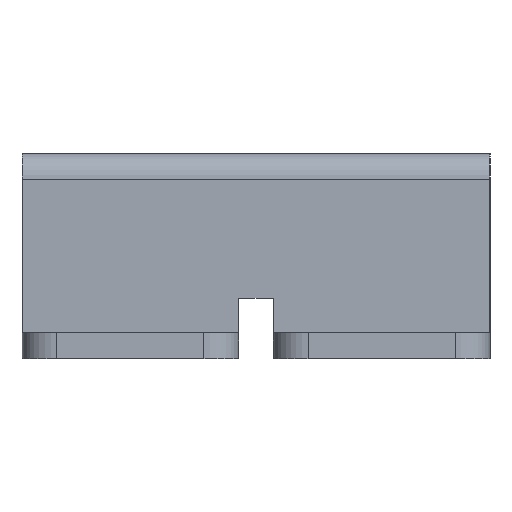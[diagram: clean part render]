
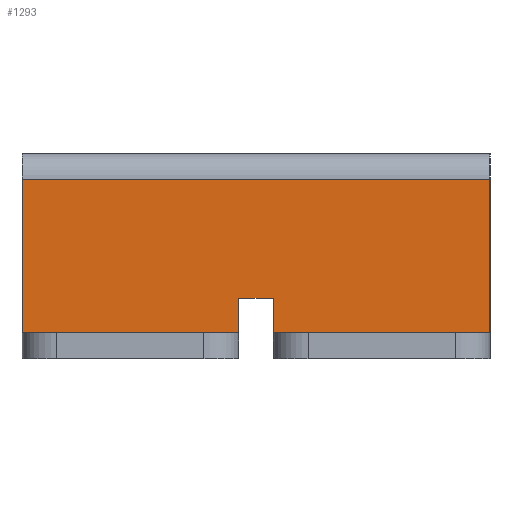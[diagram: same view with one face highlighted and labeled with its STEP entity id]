
A CAD part, left-side view. The second image highlights one B-rep face of the part: STEP entity #1293.
In plain terms, the highlighted planar face has unit normal (-1, 0, 0).
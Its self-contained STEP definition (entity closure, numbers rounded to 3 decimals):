
#26 = VECTOR ( 'NONE', #1631, 1000. ) ;
#89 = ORIENTED_EDGE ( 'NONE', *, *, #1941, .T. ) ;
#102 = LINE ( 'NONE', #1613, #26 ) ;
#120 = VERTEX_POINT ( 'NONE', #459 ) ;
#146 = ORIENTED_EDGE ( 'NONE', *, *, #2140, .T. ) ;
#155 = LINE ( 'NONE', #1723, #1563 ) ;
#185 = CARTESIAN_POINT ( 'NONE',  ( -22., 13.5, -0.75 ) ) ;
#189 = CARTESIAN_POINT ( 'NONE',  ( -22., -1., -7.6 ) ) ;
#236 = VECTOR ( 'NONE', #1622, 1000. ) ;
#315 = EDGE_CURVE ( 'NONE', #1806, #1408, #1423, .T. ) ;
#349 = VERTEX_POINT ( 'NONE', #1306 ) ;
#448 = EDGE_LOOP ( 'NONE', ( #2322, #1152, #1566, #89, #901, #1572, #146, #1099 ) ) ;
#459 = CARTESIAN_POINT ( 'NONE',  ( -22., 13.5, -9.6 ) ) ;
#503 = VECTOR ( 'NONE', #1142, 1000. ) ;
#535 = LINE ( 'NONE', #1148, #503 ) ;
#580 = VERTEX_POINT ( 'NONE', #740 ) ;
#620 = CARTESIAN_POINT ( 'NONE',  ( -22., 1., -9.6 ) ) ;
#665 = CARTESIAN_POINT ( 'NONE',  ( -22., -1., -9.6 ) ) ;
#721 = CARTESIAN_POINT ( 'NONE',  ( -22., 13.5, -0.75 ) ) ;
#740 = CARTESIAN_POINT ( 'NONE',  ( -22., -13.5, -9.6 ) ) ;
#758 = LINE ( 'NONE', #1602, #236 ) ;
#859 = CARTESIAN_POINT ( 'NONE',  ( -22., 13.5, -7.6 ) ) ;
#869 = VECTOR ( 'NONE', #1104, 1000. ) ;
#892 = DIRECTION ( 'NONE',  ( 0., 1., 0. ) ) ;
#901 = ORIENTED_EDGE ( 'NONE', *, *, #1820, .T. ) ;
#951 = LINE ( 'NONE', #1092, #869 ) ;
#970 = PLANE ( 'NONE',  #2123 ) ;
#986 = DIRECTION ( 'NONE',  ( 1., 0., 0. ) ) ;
#1002 = DIRECTION ( 'NONE',  ( 0., 0., -1. ) ) ;
#1062 = CARTESIAN_POINT ( 'NONE',  ( -22., -13.5, -0.75 ) ) ;
#1092 = CARTESIAN_POINT ( 'NONE',  ( -22., 1., -0.75 ) ) ;
#1099 = ORIENTED_EDGE ( 'NONE', *, *, #2141, .T. ) ;
#1104 = DIRECTION ( 'NONE',  ( 0., 0., 1. ) ) ;
#1142 = DIRECTION ( 'NONE',  ( 0., 0., 1. ) ) ;
#1148 = CARTESIAN_POINT ( 'NONE',  ( -22., -13.5, -0.75 ) ) ;
#1152 = ORIENTED_EDGE ( 'NONE', *, *, #315, .T. ) ;
#1286 = DIRECTION ( 'NONE',  ( 0., -1., 0. ) ) ;
#1289 = CARTESIAN_POINT ( 'NONE',  ( -22., 13.5, -9.6 ) ) ;
#1293 = ADVANCED_FACE ( 'NONE', ( #2364 ), #970, .F. ) ;
#1306 = CARTESIAN_POINT ( 'NONE',  ( -22., 1., -7.6 ) ) ;
#1375 = DIRECTION ( 'NONE',  ( 0., 1., 0. ) ) ;
#1408 = VERTEX_POINT ( 'NONE', #185 ) ;
#1411 = VERTEX_POINT ( 'NONE', #189 ) ;
#1423 = LINE ( 'NONE', #1450, #1694 ) ;
#1450 = CARTESIAN_POINT ( 'NONE',  ( -22., 13.5, -0.75 ) ) ;
#1563 = VECTOR ( 'NONE', #1706, 1000. ) ;
#1566 = ORIENTED_EDGE ( 'NONE', *, *, #2218, .F. ) ;
#1572 = ORIENTED_EDGE ( 'NONE', *, *, #1684, .F. ) ;
#1581 = LINE ( 'NONE', #1289, #2010 ) ;
#1587 = VERTEX_POINT ( 'NONE', #620 ) ;
#1602 = CARTESIAN_POINT ( 'NONE',  ( -22., -1., -0.75 ) ) ;
#1606 = VERTEX_POINT ( 'NONE', #665 ) ;
#1613 = CARTESIAN_POINT ( 'NONE',  ( -22., 13.5, -9.6 ) ) ;
#1622 = DIRECTION ( 'NONE',  ( 0., 0., -1. ) ) ;
#1631 = DIRECTION ( 'NONE',  ( 0., -1., 0. ) ) ;
#1684 = EDGE_CURVE ( 'NONE', #1411, #349, #2247, .T. ) ;
#1694 = VECTOR ( 'NONE', #1375, 1000. ) ;
#1706 = DIRECTION ( 'NONE',  ( 0., 0., 1. ) ) ;
#1723 = CARTESIAN_POINT ( 'NONE',  ( -22., 13.5, -0.75 ) ) ;
#1806 = VERTEX_POINT ( 'NONE', #1062 ) ;
#1820 = EDGE_CURVE ( 'NONE', #1587, #349, #951, .T. ) ;
#1881 = EDGE_CURVE ( 'NONE', #580, #1806, #535, .T. ) ;
#1941 = EDGE_CURVE ( 'NONE', #120, #1587, #1581, .T. ) ;
#2010 = VECTOR ( 'NONE', #1286, 1000. ) ;
#2092 = VECTOR ( 'NONE', #892, 1000. ) ;
#2123 = AXIS2_PLACEMENT_3D ( 'NONE', #721, #986, #1002 ) ;
#2140 = EDGE_CURVE ( 'NONE', #1411, #1606, #758, .T. ) ;
#2141 = EDGE_CURVE ( 'NONE', #1606, #580, #102, .T. ) ;
#2218 = EDGE_CURVE ( 'NONE', #120, #1408, #155, .T. ) ;
#2247 = LINE ( 'NONE', #859, #2092 ) ;
#2322 = ORIENTED_EDGE ( 'NONE', *, *, #1881, .T. ) ;
#2364 = FACE_OUTER_BOUND ( 'NONE', #448, .T. ) ;
